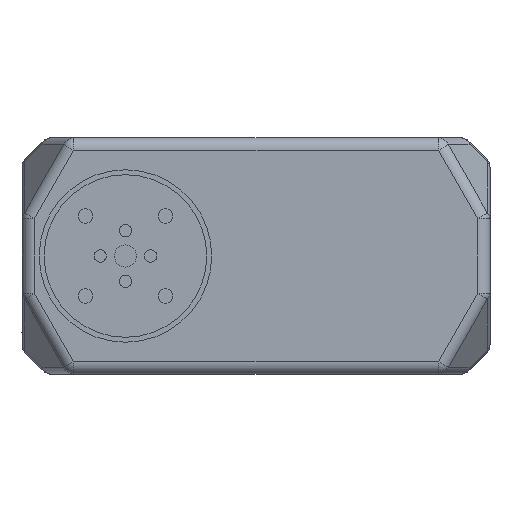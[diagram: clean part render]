
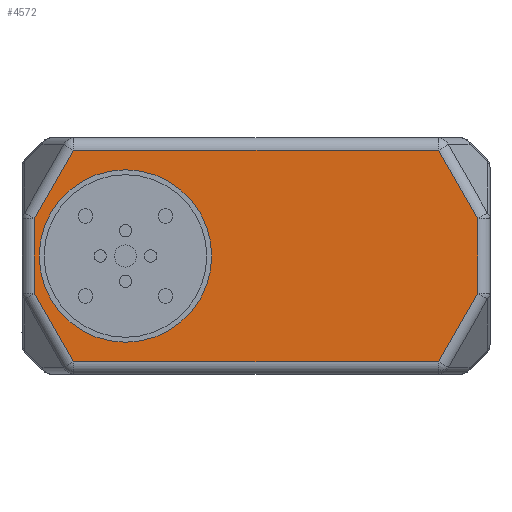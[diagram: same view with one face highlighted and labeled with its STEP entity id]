
A CAD part, front view. The second image highlights one B-rep face of the part: STEP entity #4572.
In plain terms, the highlighted planar face has unit normal (0, -1, 0).
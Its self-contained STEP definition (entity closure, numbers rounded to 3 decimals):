
#1066=DIRECTION('',(0.,0.,-1.));
#1067=VECTOR('',#1066,30.277);
#1068=CARTESIAN_POINT('',(90.,-0.7,15.139));
#1069=LINE('',#1068,#1067);
#1280=DIRECTION('',(0.,0.,1.));
#1281=VECTOR('',#1280,30.277);
#1282=CARTESIAN_POINT('',(-90.,-0.7,-15.139));
#1283=LINE('',#1282,#1281);
#1288=DIRECTION('',(-0.496,0.,0.868));
#1289=VECTOR('',#1288,32.09);
#1290=CARTESIAN_POINT('',(90.,-0.7,15.139));
#1291=LINE('',#1290,#1289);
#1292=DIRECTION('',(0.496,0.,0.868));
#1293=VECTOR('',#1292,32.09);
#1294=CARTESIAN_POINT('',(74.079,-0.7,
-43.));
#1295=LINE('',#1294,#1293);
#1296=DIRECTION('',(0.496,0.,-0.868));
#1297=VECTOR('',#1296,32.09);
#1298=CARTESIAN_POINT('',(-90.,-0.7,-15.139));
#1299=LINE('',#1298,#1297);
#1300=DIRECTION('',(-0.496,0.,-0.868));
#1301=VECTOR('',#1300,32.09);
#1302=CARTESIAN_POINT('',(-74.079,-0.7,
43.));
#1303=LINE('',#1302,#1301);
#1332=DIRECTION('',(1.,0.,0.));
#1333=VECTOR('',#1332,148.158);
#1334=CARTESIAN_POINT('',(-74.079,-0.7,
43.));
#1335=LINE('',#1334,#1333);
#3051=DIRECTION('',(-1.,0.,0.));
#3052=VECTOR('',#3051,148.158);
#3053=CARTESIAN_POINT('',(74.079,-0.7,
-43.));
#3054=LINE('',#3053,#3052);
#3255=CARTESIAN_POINT('',(-90.,-0.7,-15.139));
#3257=VERTEX_POINT('',#3255);
#3351=CARTESIAN_POINT('',(90.,-0.7,15.139));
#3353=VERTEX_POINT('',#3351);
#3503=CARTESIAN_POINT('',(-74.079,-0.7,-43.));
#3504=VERTEX_POINT('',#3503);
#3529=CARTESIAN_POINT('',(74.079,-0.7,43.));
#3530=VERTEX_POINT('',#3529);
#3759=CARTESIAN_POINT('',(-74.079,-0.7,
43.));
#3761=VERTEX_POINT('',#3759);
#3815=CARTESIAN_POINT('',(74.079,-0.7,-43.));
#3816=VERTEX_POINT('',#3815);
#3828=CARTESIAN_POINT('',(-90.,-0.7,15.139));
#3829=VERTEX_POINT('',#3828);
#3850=CARTESIAN_POINT('',(90.,-0.7,-15.139));
#3851=VERTEX_POINT('',#3850);
#4551=CARTESIAN_POINT('',(95.,-0.7,-48.));
#4552=DIRECTION('',(0.,-1.,0.));
#4553=DIRECTION('',(0.,0.,1.));
#4554=AXIS2_PLACEMENT_3D('',#4551,#4552,#4553);
#4555=PLANE('',#4554);
#4557=ORIENTED_EDGE('',*,*,#4556,.F.);
#4558=ORIENTED_EDGE('',*,*,#4277,.T.);
#4560=ORIENTED_EDGE('',*,*,#4559,.F.);
#4562=ORIENTED_EDGE('',*,*,#4561,.T.);
#4564=ORIENTED_EDGE('',*,*,#4563,.F.);
#4565=ORIENTED_EDGE('',*,*,#4537,.T.);
#4567=ORIENTED_EDGE('',*,*,#4566,.F.);
#4569=ORIENTED_EDGE('',*,*,#4568,.T.);
#4570=EDGE_LOOP('',(#4557,#4558,#4560,#4562,#4564,#4565,#4567,#4569));
#4571=FACE_OUTER_BOUND('',#4570,.F.);
#4572=ADVANCED_FACE('',(#4571),#4555,.T.);
#4277=EDGE_CURVE('',#3353,#3851,#1069,.T.);
#4537=EDGE_CURVE('',#3257,#3829,#1283,.T.);
#4556=EDGE_CURVE('',#3353,#3530,#1291,.T.);
#4559=EDGE_CURVE('',#3816,#3851,#1295,.T.);
#4561=EDGE_CURVE('',#3816,#3504,#3054,.T.);
#4563=EDGE_CURVE('',#3257,#3504,#1299,.T.);
#4566=EDGE_CURVE('',#3761,#3829,#1303,.T.);
#4568=EDGE_CURVE('',#3761,#3530,#1335,.T.);
